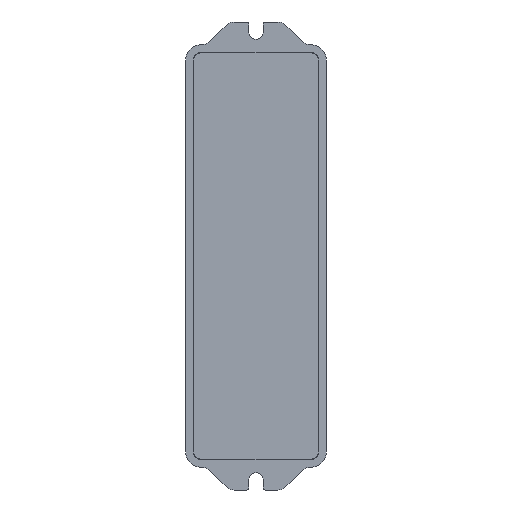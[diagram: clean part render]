
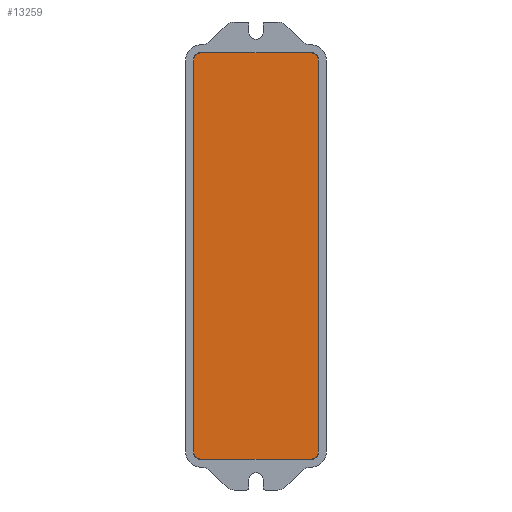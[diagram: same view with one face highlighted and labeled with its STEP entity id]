
A CAD part, front view. The second image highlights one B-rep face of the part: STEP entity #13259.
In plain terms, the highlighted planar face has unit normal (0, -1, 0).
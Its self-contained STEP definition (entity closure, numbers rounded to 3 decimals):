
#13100=CARTESIAN_POINT('',(-14.5,0.,-51.5));
#13101=DIRECTION('',(0.,-1.,0.));
#13102=DIRECTION('',(-1.,0.,0.));
#13103=AXIS2_PLACEMENT_3D('',#13100,#13101,#13102);
#13105=DIRECTION('',(0.,0.,-1.));
#13106=VECTOR('',#13105,103.);
#13107=CARTESIAN_POINT('',(-16.372,0.,51.5));
#13108=LINE('',#13107,#13106);
#13109=CARTESIAN_POINT('',(-14.5,0.,51.5));
#13110=DIRECTION('',(0.,-1.,0.));
#13111=DIRECTION('',(0.,0.,1.));
#13112=AXIS2_PLACEMENT_3D('',#13109,#13110,#13111);
#13114=DIRECTION('',(-1.,0.,0.));
#13115=VECTOR('',#13114,29.);
#13116=CARTESIAN_POINT('',(14.5,0.,53.372));
#13117=LINE('',#13116,#13115);
#13118=CARTESIAN_POINT('',(14.5,0.,51.5));
#13119=DIRECTION('',(0.,-1.,0.));
#13120=DIRECTION('',(1.,0.,0.));
#13121=AXIS2_PLACEMENT_3D('',#13118,#13119,#13120);
#13123=DIRECTION('',(0.,0.,1.));
#13124=VECTOR('',#13123,103.);
#13125=CARTESIAN_POINT('',(16.372,0.,-51.5));
#13126=LINE('',#13125,#13124);
#13127=CARTESIAN_POINT('',(14.5,0.,-51.5));
#13128=DIRECTION('',(0.,-1.,0.));
#13129=DIRECTION('',(0.,0.,-1.));
#13130=AXIS2_PLACEMENT_3D('',#13127,#13128,#13129);
#13132=DIRECTION('',(1.,0.,0.));
#13133=VECTOR('',#13132,29.);
#13134=CARTESIAN_POINT('',(-14.5,0.,-53.372));
#13135=LINE('',#13134,#13133);
#13204=CARTESIAN_POINT('',(-16.372,0.,-51.5));
#13205=CARTESIAN_POINT('',(-14.5,0.,-53.372));
#13206=VERTEX_POINT('',#13204);
#13207=VERTEX_POINT('',#13205);
#13208=CARTESIAN_POINT('',(14.5,0.,-53.372));
#13209=VERTEX_POINT('',#13208);
#13210=CARTESIAN_POINT('',(16.372,0.,-51.5));
#13211=VERTEX_POINT('',#13210);
#13212=CARTESIAN_POINT('',(16.372,0.,51.5));
#13213=VERTEX_POINT('',#13212);
#13214=CARTESIAN_POINT('',(14.5,0.,53.372));
#13215=VERTEX_POINT('',#13214);
#13216=CARTESIAN_POINT('',(-14.5,0.,53.372));
#13217=VERTEX_POINT('',#13216);
#13218=CARTESIAN_POINT('',(-16.372,0.,51.5));
#13219=VERTEX_POINT('',#13218);
#13236=CARTESIAN_POINT('',(0.,0.,0.));
#13237=DIRECTION('',(0.,1.,0.));
#13238=DIRECTION('',(1.,0.,0.));
#13239=AXIS2_PLACEMENT_3D('',#13236,#13237,#13238);
#13240=PLANE('',#13239);
#13242=ORIENTED_EDGE('',*,*,#13241,.F.);
#13244=ORIENTED_EDGE('',*,*,#13243,.F.);
#13246=ORIENTED_EDGE('',*,*,#13245,.F.);
#13248=ORIENTED_EDGE('',*,*,#13247,.F.);
#13250=ORIENTED_EDGE('',*,*,#13249,.F.);
#13252=ORIENTED_EDGE('',*,*,#13251,.F.);
#13254=ORIENTED_EDGE('',*,*,#13253,.F.);
#13256=ORIENTED_EDGE('',*,*,#13255,.F.);
#13257=EDGE_LOOP('',(#13242,#13244,#13246,#13248,#13250,#13252,#13254,#13256));
#13258=FACE_OUTER_BOUND('',#13257,.F.);
#13259=ADVANCED_FACE('',(#13258),#13240,.F.);
#13104=CIRCLE('',#13103,1.872);
#13113=CIRCLE('',#13112,1.872);
#13122=CIRCLE('',#13121,1.872);
#13131=CIRCLE('',#13130,1.872);
#13241=EDGE_CURVE('',#13206,#13207,#13104,.T.);
#13243=EDGE_CURVE('',#13219,#13206,#13108,.T.);
#13245=EDGE_CURVE('',#13217,#13219,#13113,.T.);
#13247=EDGE_CURVE('',#13215,#13217,#13117,.T.);
#13249=EDGE_CURVE('',#13213,#13215,#13122,.T.);
#13251=EDGE_CURVE('',#13211,#13213,#13126,.T.);
#13253=EDGE_CURVE('',#13209,#13211,#13131,.T.);
#13255=EDGE_CURVE('',#13207,#13209,#13135,.T.);
